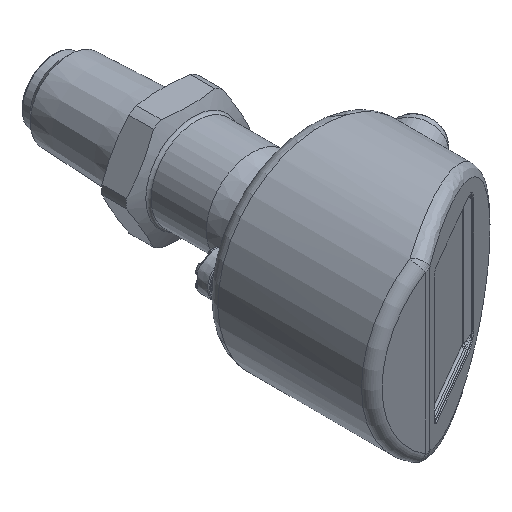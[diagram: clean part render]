
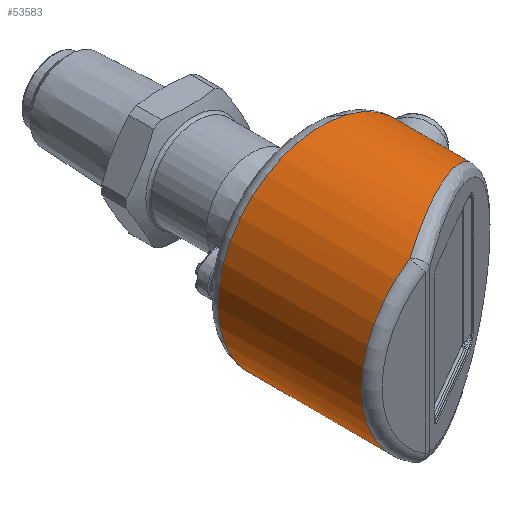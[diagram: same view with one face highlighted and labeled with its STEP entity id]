
A CAD part, isometric view. The second image highlights one B-rep face of the part: STEP entity #53583.
In plain terms, the highlighted cylindrical face has radius 25.2 mm (diameter 50.4 mm), a full revolution.
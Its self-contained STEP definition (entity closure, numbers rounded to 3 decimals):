
#508=ELLIPSE('',#56179,47.432,25.2);
#509=ELLIPSE('',#56188,28.404,25.2);
#1319=B_SPLINE_CURVE_WITH_KNOTS('',3,(#74493,#74494,#74495,#74496),
 .UNSPECIFIED.,.F.,.F.,(4,4),(0.,0.),.UNSPECIFIED.);
#1320=B_SPLINE_CURVE_WITH_KNOTS('',3,(#74498,#74499,#74500,#74501),
 .UNSPECIFIED.,.F.,.F.,(4,4),(0.,0.),.UNSPECIFIED.);
#3211=CYLINDRICAL_SURFACE('',#56187,25.2);
#11208=ORIENTED_EDGE('',*,*,#21089,.T.);
#11209=ORIENTED_EDGE('',*,*,#21086,.T.);
#11210=ORIENTED_EDGE('',*,*,#21090,.T.);
#11211=ORIENTED_EDGE('',*,*,#21091,.T.);
#11212=ORIENTED_EDGE('',*,*,#21084,.T.);
#11213=ORIENTED_EDGE('',*,*,#21083,.T.);
#21083=EDGE_CURVE('',#26255,#26254,#508,.F.);
#21084=EDGE_CURVE('',#26254,#26255,#29438,.T.);
#21086=EDGE_CURVE('',#26258,#26257,#29440,.T.);
#21089=EDGE_CURVE('',#26260,#26258,#1319,.T.);
#21090=EDGE_CURVE('',#26257,#26261,#1320,.T.);
#21091=EDGE_CURVE('',#26261,#26260,#509,.F.);
#26254=VERTEX_POINT('',#74399);
#26255=VERTEX_POINT('',#74426);
#26257=VERTEX_POINT('',#74486);
#26258=VERTEX_POINT('',#74488);
#26260=VERTEX_POINT('',#74497);
#26261=VERTEX_POINT('',#74502);
#29438=CIRCLE('',#56181,25.2);
#29440=CIRCLE('',#56184,25.2);
#30916=EDGE_LOOP('',(#11208,#11209,#11210,#11211));
#30917=EDGE_LOOP('',(#11212,#11213));
#33576=FACE_BOUND('',#30916,.T.);
#33577=FACE_BOUND('',#30917,.T.);
#53583=ADVANCED_FACE('',(#33576,#33577),#3211,.T.);
#56179=AXIS2_PLACEMENT_3D('',#74480,#60956,#60957);
#56181=AXIS2_PLACEMENT_3D('',#74482,#60960,#60961);
#56184=AXIS2_PLACEMENT_3D('',#74487,#60966,#60967);
#56187=AXIS2_PLACEMENT_3D('',#74492,#60972,#60973);
#56188=AXIS2_PLACEMENT_3D('',#74503,#60974,#60975);
#60956=DIRECTION('',(0.847,0.531,0.));
#60957=DIRECTION('',(0.531,-0.847,0.));
#60960=DIRECTION('',(0.,-1.,0.));
#60961=DIRECTION('',(0.,0.,-1.));
#60966=DIRECTION('',(0.,1.,0.));
#60967=DIRECTION('',(0.,0.,1.));
#60972=DIRECTION('',(0.,1.,0.));
#60973=DIRECTION('',(0.,0.,1.));
#60974=DIRECTION('',(0.461,-0.887,0.));
#60975=DIRECTION('',(0.887,0.461,0.));
#74399=CARTESIAN_POINT('',(23.517,-0.3,9.055));
#74426=CARTESIAN_POINT('',(23.517,-0.3,-9.055));
#74480=CARTESIAN_POINT('',(0.,37.2,0.));
#74482=CARTESIAN_POINT('',(0.,-0.3,0.));
#74486=CARTESIAN_POINT('',(-13.562,-35.2,21.24));
#74487=CARTESIAN_POINT('',(0.,-35.2,0.));
#74488=CARTESIAN_POINT('',(-13.562,-35.2,-21.24));
#74492=CARTESIAN_POINT('',(0.,-45.,0.));
#74493=CARTESIAN_POINT('',(-13.284,-35.133,-21.414));
#74494=CARTESIAN_POINT('',(-13.372,-35.179,-21.36));
#74495=CARTESIAN_POINT('',(-13.466,-35.2,-21.301));
#74496=CARTESIAN_POINT('',(-13.562,-35.2,-21.24));
#74497=CARTESIAN_POINT('',(-13.284,-35.133,-21.414));
#74498=CARTESIAN_POINT('',(-13.562,-35.2,21.24));
#74499=CARTESIAN_POINT('',(-13.466,-35.2,21.301));
#74500=CARTESIAN_POINT('',(-13.372,-35.179,21.36));
#74501=CARTESIAN_POINT('',(-13.284,-35.133,21.414));
#74502=CARTESIAN_POINT('',(-13.284,-35.133,21.414));
#74503=CARTESIAN_POINT('',(0.,-28.224,0.));
